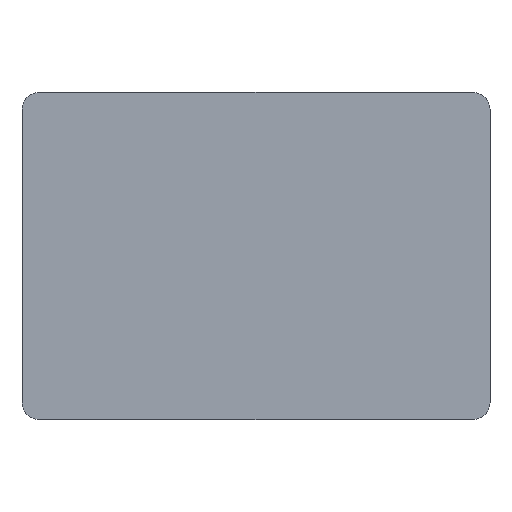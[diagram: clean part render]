
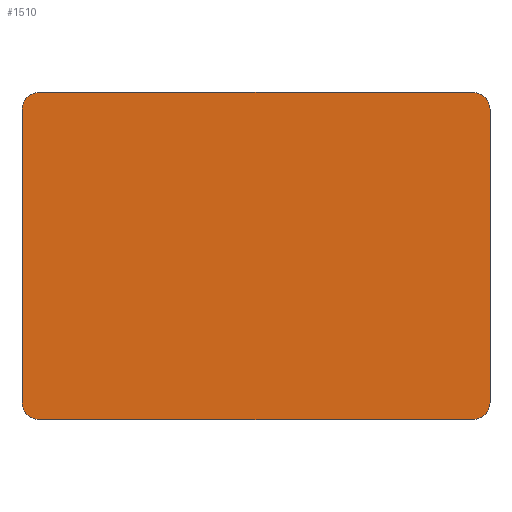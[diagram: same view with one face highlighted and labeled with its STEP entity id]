
A CAD part, front view. The second image highlights one B-rep face of the part: STEP entity #1510.
In plain terms, the highlighted planar face has unit normal (0, -1, 0).
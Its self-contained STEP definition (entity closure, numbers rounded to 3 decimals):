
#105=CIRCLE('',#1665,3.);
#106=CIRCLE('',#1668,3.);
#107=CIRCLE('',#1671,3.);
#108=CIRCLE('',#1674,3.);
#185=FACE_OUTER_BOUND('',#278,.T.);
#278=EDGE_LOOP('',(#1345,#1346,#1347,#1348,#1349,#1350,#1351,#1352));
#430=LINE('',#2496,#595);
#433=LINE('',#2504,#598);
#436=LINE('',#2512,#601);
#439=LINE('',#2520,#604);
#595=VECTOR('',#2052,10.);
#598=VECTOR('',#2061,10.);
#601=VECTOR('',#2070,10.);
#604=VECTOR('',#2079,10.);
#740=VERTEX_POINT('',#2493);
#741=VERTEX_POINT('',#2495);
#742=VERTEX_POINT('',#2499);
#743=VERTEX_POINT('',#2503);
#744=VERTEX_POINT('',#2507);
#745=VERTEX_POINT('',#2511);
#746=VERTEX_POINT('',#2515);
#747=VERTEX_POINT('',#2519);
#936=EDGE_CURVE('',#741,#740,#430,.T.);
#938=EDGE_CURVE('',#742,#741,#105,.T.);
#940=EDGE_CURVE('',#743,#742,#433,.T.);
#942=EDGE_CURVE('',#744,#743,#106,.T.);
#944=EDGE_CURVE('',#745,#744,#436,.T.);
#946=EDGE_CURVE('',#746,#745,#107,.T.);
#948=EDGE_CURVE('',#747,#746,#439,.T.);
#950=EDGE_CURVE('',#740,#747,#108,.T.);
#1345=ORIENTED_EDGE('',*,*,#950,.T.);
#1346=ORIENTED_EDGE('',*,*,#948,.T.);
#1347=ORIENTED_EDGE('',*,*,#946,.T.);
#1348=ORIENTED_EDGE('',*,*,#944,.T.);
#1349=ORIENTED_EDGE('',*,*,#942,.T.);
#1350=ORIENTED_EDGE('',*,*,#940,.T.);
#1351=ORIENTED_EDGE('',*,*,#938,.T.);
#1352=ORIENTED_EDGE('',*,*,#936,.T.);
#1428=PLANE('',#1675);
#1510=ADVANCED_FACE('',(#185),#1428,.T.);
#1665=AXIS2_PLACEMENT_3D('',#2500,#2056,#2057);
#1668=AXIS2_PLACEMENT_3D('',#2508,#2065,#2066);
#1671=AXIS2_PLACEMENT_3D('',#2516,#2074,#2075);
#1674=AXIS2_PLACEMENT_3D('',#2523,#2083,#2084);
#1675=AXIS2_PLACEMENT_3D('',#2524,#2085,#2086);
#2052=DIRECTION('',(1.,0.,0.));
#2056=DIRECTION('center_axis',(0.,-1.,0.));
#2057=DIRECTION('ref_axis',(-1.,0.,0.));
#2061=DIRECTION('',(0.,0.,-1.));
#2065=DIRECTION('center_axis',(0.,-1.,0.));
#2066=DIRECTION('ref_axis',(0.,0.,1.));
#2070=DIRECTION('',(-1.,0.,0.));
#2074=DIRECTION('center_axis',(0.,-1.,0.));
#2075=DIRECTION('ref_axis',(1.,0.,0.));
#2079=DIRECTION('',(0.,0.,1.));
#2083=DIRECTION('center_axis',(0.,-1.,0.));
#2084=DIRECTION('ref_axis',(0.,0.,-1.));
#2085=DIRECTION('center_axis',(0.,-1.,0.));
#2086=DIRECTION('ref_axis',(1.,0.,0.));
#2493=CARTESIAN_POINT('',(76.,-21.,-54.));
#2495=CARTESIAN_POINT('',(-1.,-21.,-54.));
#2496=CARTESIAN_POINT('',(-1.,-21.,-54.));
#2499=CARTESIAN_POINT('',(-4.,-21.,-51.));
#2500=CARTESIAN_POINT('Origin',(-1.,-21.,-51.));
#2503=CARTESIAN_POINT('',(-4.,-21.,1.));
#2504=CARTESIAN_POINT('',(-4.,-21.,1.));
#2507=CARTESIAN_POINT('',(-1.,-21.,4.));
#2508=CARTESIAN_POINT('Origin',(-1.,-21.,1.));
#2511=CARTESIAN_POINT('',(76.,-21.,4.));
#2512=CARTESIAN_POINT('',(76.,-21.,4.));
#2515=CARTESIAN_POINT('',(79.,-21.,1.));
#2516=CARTESIAN_POINT('Origin',(76.,-21.,1.));
#2519=CARTESIAN_POINT('',(79.,-21.,-51.));
#2520=CARTESIAN_POINT('',(79.,-21.,-51.));
#2523=CARTESIAN_POINT('Origin',(76.,-21.,-51.));
#2524=CARTESIAN_POINT('Origin',(37.5,-21.,-25.));
